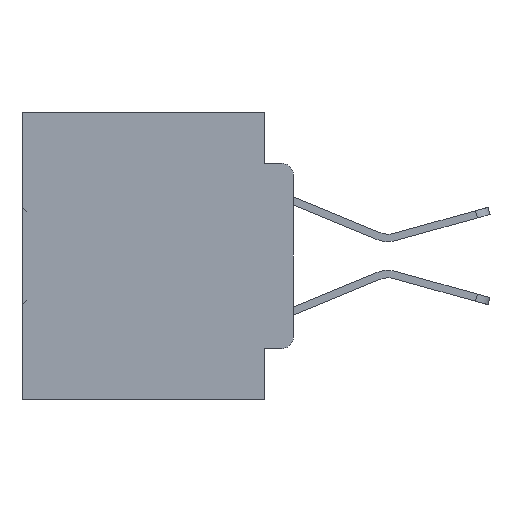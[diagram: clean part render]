
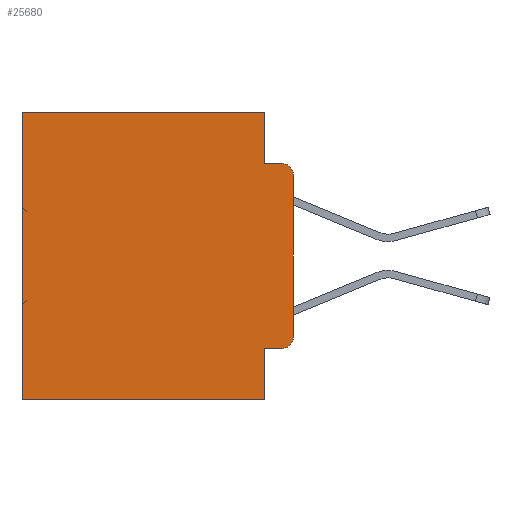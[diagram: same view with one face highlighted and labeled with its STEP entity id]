
A CAD part, left-side view. The second image highlights one B-rep face of the part: STEP entity #25680.
In plain terms, the highlighted planar face has unit normal (-1, 0, 0).
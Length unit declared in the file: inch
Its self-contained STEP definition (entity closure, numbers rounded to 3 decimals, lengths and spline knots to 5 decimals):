
#648 = EDGE_LOOP ( 'NONE', ( #6921, #34935, #6483, #1440, #28280, #18239, #1597, #30528, #10051, #23888 ) ) ;
#1162 = VERTEX_POINT ( 'NONE', #23221 ) ;
#1440 = ORIENTED_EDGE ( 'NONE', *, *, #8421, .F. ) ;
#1597 = ORIENTED_EDGE ( 'NONE', *, *, #15652, .F. ) ;
#1924 = CARTESIAN_POINT ( 'NONE',  ( 0.298, 0.02, -0.1085 ) ) ;
#1999 = VECTOR ( 'NONE', #20014, 39.37008 ) ;
#2661 = VECTOR ( 'NONE', #25122, 39.37008 ) ;
#4263 = VERTEX_POINT ( 'NONE', #6612 ) ;
#4863 = LINE ( 'NONE', #36763, #16196 ) ;
#4920 = EDGE_CURVE ( 'NONE', #29478, #21753, #34969, .T. ) ;
#5195 = VERTEX_POINT ( 'NONE', #33594 ) ;
#5624 = DIRECTION ( 'NONE',  ( 0., 0., -1. ) ) ;
#5642 = LINE ( 'NONE', #29073, #17427 ) ;
#5825 = LINE ( 'NONE', #17534, #9376 ) ;
#6483 = ORIENTED_EDGE ( 'NONE', *, *, #36900, .F. ) ;
#6544 = DIRECTION ( 'NONE',  ( 1., 0., 0. ) ) ;
#6612 = CARTESIAN_POINT ( 'NONE',  ( 0.298, 0., -0.1085 ) ) ;
#6921 = ORIENTED_EDGE ( 'NONE', *, *, #22359, .F. ) ;
#7541 = CARTESIAN_POINT ( 'NONE',  ( 0.298, 0., 0. ) ) ;
#7670 = AXIS2_PLACEMENT_3D ( 'NONE', #9799, #6544, #24203 ) ;
#8218 = CARTESIAN_POINT ( 'NONE',  ( 0.298, 0.051, -0.5 ) ) ;
#8304 = LINE ( 'NONE', #7541, #1999 ) ;
#8421 = EDGE_CURVE ( 'NONE', #25927, #1162, #14173, .T. ) ;
#9376 = VECTOR ( 'NONE', #5624, 39.37008 ) ;
#9739 = CIRCLE ( 'NONE', #19546, 0.02 ) ;
#9799 = CARTESIAN_POINT ( 'NONE',  ( 0.298, 0., 0. ) ) ;
#9805 = DIRECTION ( 'NONE',  ( 0., 0., -1. ) ) ;
#10051 = ORIENTED_EDGE ( 'NONE', *, *, #11748, .T. ) ;
#11748 = EDGE_CURVE ( 'NONE', #29478, #5195, #29163, .T. ) ;
#12969 = VERTEX_POINT ( 'NONE', #19748 ) ;
#14016 = AXIS2_PLACEMENT_3D ( 'NONE', #1924, #23241, #25556 ) ;
#14173 = LINE ( 'NONE', #37434, #20136 ) ;
#14375 = CARTESIAN_POINT ( 'NONE',  ( 0.298, 0.051, -0.4115 ) ) ;
#14474 = DIRECTION ( 'NONE',  ( 0., 0., -1. ) ) ;
#14625 = CARTESIAN_POINT ( 'NONE',  ( 0.298, 0., -0.5 ) ) ;
#14856 = CARTESIAN_POINT ( 'NONE',  ( 0.298, 0.473, 0. ) ) ;
#15652 = EDGE_CURVE ( 'NONE', #21753, #26718, #29226, .T. ) ;
#16196 = VECTOR ( 'NONE', #21959, 39.37008 ) ;
#16423 = VERTEX_POINT ( 'NONE', #14856 ) ;
#16841 = EDGE_CURVE ( 'NONE', #25927, #16423, #8304, .T. ) ;
#17277 = CARTESIAN_POINT ( 'NONE',  ( 0.298, 0.473, -0.5 ) ) ;
#17427 = VECTOR ( 'NONE', #14474, 39.37008 ) ;
#17534 = CARTESIAN_POINT ( 'NONE',  ( 0.298, 0., 0. ) ) ;
#18239 = ORIENTED_EDGE ( 'NONE', *, *, #25149, .T. ) ;
#18306 = CIRCLE ( 'NONE', #14016, 0.02 ) ;
#18485 = CARTESIAN_POINT ( 'NONE',  ( 0.298, 0.051, -0.4115 ) ) ;
#19546 = AXIS2_PLACEMENT_3D ( 'NONE', #22085, #36308, #9805 ) ;
#19748 = CARTESIAN_POINT ( 'NONE',  ( 0.298, 0., -0.3915 ) ) ;
#19947 = DIRECTION ( 'NONE',  ( 0., 0., -1. ) ) ;
#20014 = DIRECTION ( 'NONE',  ( 0., 1., 0. ) ) ;
#20136 = VECTOR ( 'NONE', #19947, 39.37008 ) ;
#20714 = VECTOR ( 'NONE', #26315, 39.37008 ) ;
#21309 = EDGE_CURVE ( 'NONE', #4263, #35873, #18306, .T. ) ;
#21317 = FACE_OUTER_BOUND ( 'NONE', #648, .T. ) ;
#21753 = VERTEX_POINT ( 'NONE', #8218 ) ;
#21959 = DIRECTION ( 'NONE',  ( 0., -1., 0. ) ) ;
#22085 = CARTESIAN_POINT ( 'NONE',  ( 0.298, 0.02, -0.3915 ) ) ;
#22359 = EDGE_CURVE ( 'NONE', #4263, #12969, #5825, .T. ) ;
#23221 = CARTESIAN_POINT ( 'NONE',  ( 0.298, 0.051, -0.0885 ) ) ;
#23241 = DIRECTION ( 'NONE',  ( -1., 0., 0. ) ) ;
#23888 = ORIENTED_EDGE ( 'NONE', *, *, #31825, .T. ) ;
#24203 = DIRECTION ( 'NONE',  ( 0., 0., -1. ) ) ;
#25122 = DIRECTION ( 'NONE',  ( 0., 1., 0. ) ) ;
#25149 = EDGE_CURVE ( 'NONE', #16423, #26718, #5642, .T. ) ;
#25556 = DIRECTION ( 'NONE',  ( 0., 0., -1. ) ) ;
#25680 = ADVANCED_FACE ( 'NONE', ( #21317 ), #36114, .F. ) ;
#25740 = CARTESIAN_POINT ( 'NONE',  ( 0.298, 0.051, 0. ) ) ;
#25927 = VERTEX_POINT ( 'NONE', #27664 ) ;
#26315 = DIRECTION ( 'NONE',  ( 0., 0., -1. ) ) ;
#26718 = VERTEX_POINT ( 'NONE', #17277 ) ;
#27664 = CARTESIAN_POINT ( 'NONE',  ( 0.298, 0.051, 0. ) ) ;
#28280 = ORIENTED_EDGE ( 'NONE', *, *, #16841, .T. ) ;
#28961 = DIRECTION ( 'NONE',  ( 0., -1., 0. ) ) ;
#29073 = CARTESIAN_POINT ( 'NONE',  ( 0.298, 0.473, 0. ) ) ;
#29163 = LINE ( 'NONE', #14375, #35547 ) ;
#29226 = LINE ( 'NONE', #14625, #2661 ) ;
#29478 = VERTEX_POINT ( 'NONE', #18485 ) ;
#30528 = ORIENTED_EDGE ( 'NONE', *, *, #4920, .F. ) ;
#31825 = EDGE_CURVE ( 'NONE', #5195, #12969, #9739, .T. ) ;
#32820 = CARTESIAN_POINT ( 'NONE',  ( 0.298, 0.02, -0.0885 ) ) ;
#33594 = CARTESIAN_POINT ( 'NONE',  ( 0.298, 0.02, -0.4115 ) ) ;
#34935 = ORIENTED_EDGE ( 'NONE', *, *, #21309, .T. ) ;
#34969 = LINE ( 'NONE', #25740, #20714 ) ;
#35547 = VECTOR ( 'NONE', #28961, 39.37008 ) ;
#35873 = VERTEX_POINT ( 'NONE', #32820 ) ;
#36114 = PLANE ( 'NONE',  #7670 ) ;
#36308 = DIRECTION ( 'NONE',  ( -1., 0., 0. ) ) ;
#36763 = CARTESIAN_POINT ( 'NONE',  ( 0.298, 0.051, -0.0885 ) ) ;
#36900 = EDGE_CURVE ( 'NONE', #1162, #35873, #4863, .T. ) ;
#37434 = CARTESIAN_POINT ( 'NONE',  ( 0.298, 0.051, 0. ) ) ;
